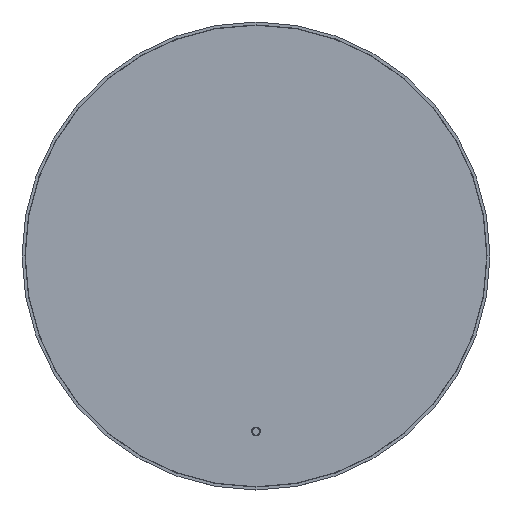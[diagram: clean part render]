
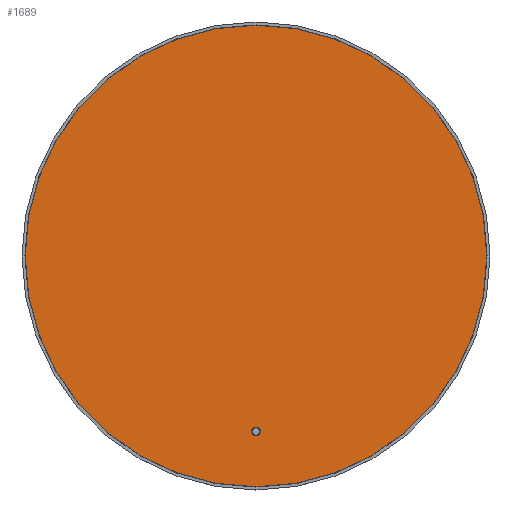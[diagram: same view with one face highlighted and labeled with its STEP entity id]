
A CAD part, top view. The second image highlights one B-rep face of the part: STEP entity #1689.
In plain terms, the highlighted planar face has unit normal (0, 0, 1).
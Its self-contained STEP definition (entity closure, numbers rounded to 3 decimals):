
#13 = AXIS2_PLACEMENT_3D ( 'NONE', #988, #2869, #3128 ) ;
#40 = CIRCLE ( 'NONE', #1263, 7.5 ) ;
#116 = VERTEX_POINT ( 'NONE', #557 ) ;
#245 = ORIENTED_EDGE ( 'NONE', *, *, #790, .F. ) ;
#279 = CIRCLE ( 'NONE', #1997, 394.5 ) ;
#328 = AXIS2_PLACEMENT_3D ( 'NONE', #1788, #1024, #2888 ) ;
#355 = FACE_OUTER_BOUND ( 'NONE', #715, .T. ) ;
#370 = FACE_BOUND ( 'NONE', #1671, .T. ) ;
#388 = CARTESIAN_POINT ( 'NONE',  ( 0., 0., 4. ) ) ;
#406 = AXIS2_PLACEMENT_3D ( 'NONE', #388, #1447, #906 ) ;
#518 = CARTESIAN_POINT ( 'NONE',  ( 7.5, -300., 4. ) ) ;
#557 = CARTESIAN_POINT ( 'NONE',  ( 394.5, 0., 4. ) ) ;
#660 = ORIENTED_EDGE ( 'NONE', *, *, #775, .T. ) ;
#715 = EDGE_LOOP ( 'NONE', ( #3093, #660 ) ) ;
#775 = EDGE_CURVE ( 'NONE', #116, #2746, #279, .T. ) ;
#782 = EDGE_CURVE ( 'NONE', #2746, #116, #3326, .T. ) ;
#790 = EDGE_CURVE ( 'NONE', #1696, #1065, #1057, .T. ) ;
#906 = DIRECTION ( 'NONE',  ( 1., 0., 0. ) ) ;
#943 = CARTESIAN_POINT ( 'NONE',  ( -7.5, -300., 4. ) ) ;
#973 = DIRECTION ( 'NONE',  ( 0., 0., 1. ) ) ;
#988 = CARTESIAN_POINT ( 'NONE',  ( 0., -300., 4. ) ) ;
#1008 = CARTESIAN_POINT ( 'NONE',  ( 0., 0., 4. ) ) ;
#1024 = DIRECTION ( 'NONE',  ( 0., 0., 1. ) ) ;
#1057 = CIRCLE ( 'NONE', #13, 7.5 ) ;
#1065 = VERTEX_POINT ( 'NONE', #518 ) ;
#1208 = EDGE_CURVE ( 'NONE', #1065, #1696, #40, .T. ) ;
#1263 = AXIS2_PLACEMENT_3D ( 'NONE', #2976, #973, #2255 ) ;
#1447 = DIRECTION ( 'NONE',  ( 0., 0., 1. ) ) ;
#1671 = EDGE_LOOP ( 'NONE', ( #2230, #245 ) ) ;
#1689 = ADVANCED_FACE ( 'NONE', ( #370, #355 ), #3287, .T. ) ;
#1696 = VERTEX_POINT ( 'NONE', #943 ) ;
#1788 = CARTESIAN_POINT ( 'NONE',  ( 0., 0., 4. ) ) ;
#1825 = DIRECTION ( 'NONE',  ( 0., 0., 1. ) ) ;
#1997 = AXIS2_PLACEMENT_3D ( 'NONE', #1008, #1825, #2607 ) ;
#2230 = ORIENTED_EDGE ( 'NONE', *, *, #1208, .F. ) ;
#2255 = DIRECTION ( 'NONE',  ( 1., 0., 0. ) ) ;
#2607 = DIRECTION ( 'NONE',  ( 1., 0., 0. ) ) ;
#2746 = VERTEX_POINT ( 'NONE', #3194 ) ;
#2869 = DIRECTION ( 'NONE',  ( 0., 0., 1. ) ) ;
#2888 = DIRECTION ( 'NONE',  ( 1., 0., 0. ) ) ;
#2976 = CARTESIAN_POINT ( 'NONE',  ( 0., -300., 4. ) ) ;
#3093 = ORIENTED_EDGE ( 'NONE', *, *, #782, .T. ) ;
#3128 = DIRECTION ( 'NONE',  ( 1., 0., 0. ) ) ;
#3194 = CARTESIAN_POINT ( 'NONE',  ( -394.5, 0., 4. ) ) ;
#3287 = PLANE ( 'NONE',  #406 ) ;
#3326 = CIRCLE ( 'NONE', #328, 394.5 ) ;
